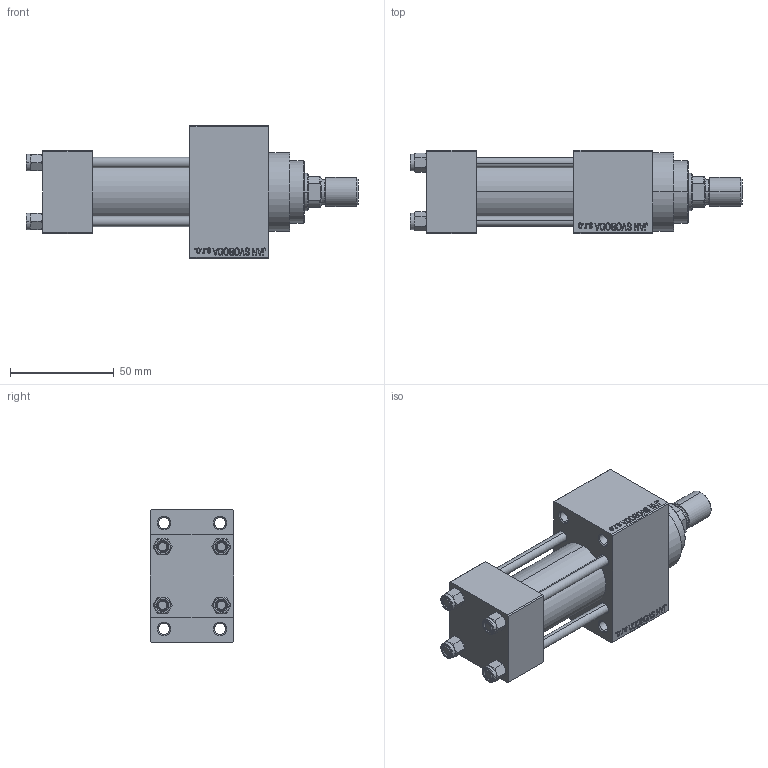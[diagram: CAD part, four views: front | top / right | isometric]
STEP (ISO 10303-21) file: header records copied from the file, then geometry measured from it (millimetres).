
FILE_DESCRIPTION (( 'STEP AP203' ), '1' );
FILE_NAME ('5978.STEP', '2022-04-15T06:42:08', ( '' ), ( '' ), 'SwSTEP 2.0', 'SolidWorks 2019', '' );
FILE_SCHEMA (( 'CONFIG_CONTROL_DESIGN' ));
Length unit declared in the file: millimetre
Products named in the file (7): V215CR_VCP_D 0a8d57015694a5c36d0de46792ad5147; 5978; ROD_END_AH 0a8d57015694a5c36d0de46792ad5147; V215CR_D_TYCINKA 0a8d57015694a5c36d0de46792ad5147; V215_VC_A 0a8d57015694a5c36d0de46792ad5147; V215CR_D_Body 0a8d57015694a5c36d0de46792ad5147; NUT_M5_D 0a8d57015694a5c36d0de46792ad5147
Assembly tree (12 placements, depth 2):
  5978
    V215CR_D_Body 0a8d57015694a5c36d0de46792ad5147
    V215CR_VCP_D 0a8d57015694a5c36d0de46792ad5147
    NUT_M5_D 0a8d57015694a5c36d0de46792ad5147  x4
    V215CR_D_TYCINKA 0a8d57015694a5c36d0de46792ad5147  x4
    V215_VC_A 0a8d57015694a5c36d0de46792ad5147
    ROD_END_AH 0a8d57015694a5c36d0de46792ad5147
Bounding box: 160 x 40 x 64 mm (x, y, z)
Volume: 183346.3 mm3; surface area: 65260.4 mm2
Topology: 12 solids, 12 shells, 1116 faces, 2768 edges, 1789 vertices
Faces by surface type: plane 499, bspline 368, cone 148, cylinder 91, torus 10
Entity records: 47565 total; most frequent: CARTESIAN_POINT 25085, ORIENTED_EDGE 5028, DIRECTION 3254, EDGE_CURVE 2514, VERTEX_POINT 1645, LINE 1510, VECTOR 1510, EDGE_LOOP 1129
